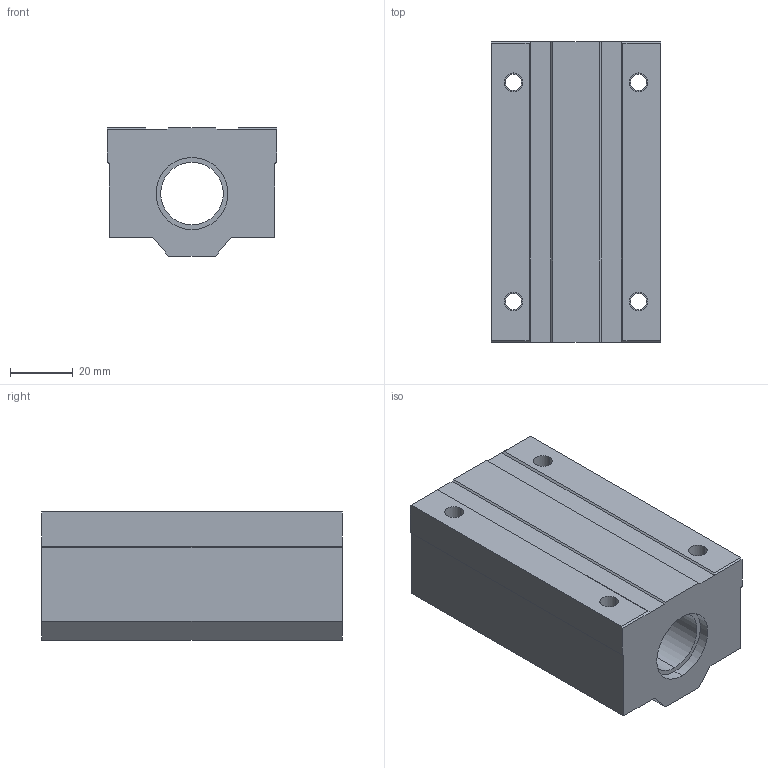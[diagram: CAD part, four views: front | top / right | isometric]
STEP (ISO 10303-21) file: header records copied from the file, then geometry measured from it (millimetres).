
FILE_DESCRIPTION (( 'STEP AP214' ), '1' );
FILE_NAME ('SMYC20LUU.STEP', '2024-10-09T10:45:45', ( '' ), ( '' ), 'SwSTEP 2.0', 'SolidWorks 2024', '' );
FILE_SCHEMA (( 'AUTOMOTIVE_DESIGN' ));
Length unit declared in the file: millimetre
Products named in the file (1): SMYC20LUU_SMYC20LUU
Bounding box: 54 x 96 x 41 mm (x, y, z)
Volume: 156065.1 mm3; surface area: 29292.4 mm2
Topology: 1 solids, 1 shells, 54 faces, 134 edges, 88 vertices
Faces by surface type: plane 30, cylinder 24
Entity records: 1657 total; most frequent: DIRECTION 292, CARTESIAN_POINT 277, ORIENTED_EDGE 268, EDGE_CURVE 134, AXIS2_PLACEMENT_3D 103, VERTEX_POINT 88, VECTOR 86, LINE 86
